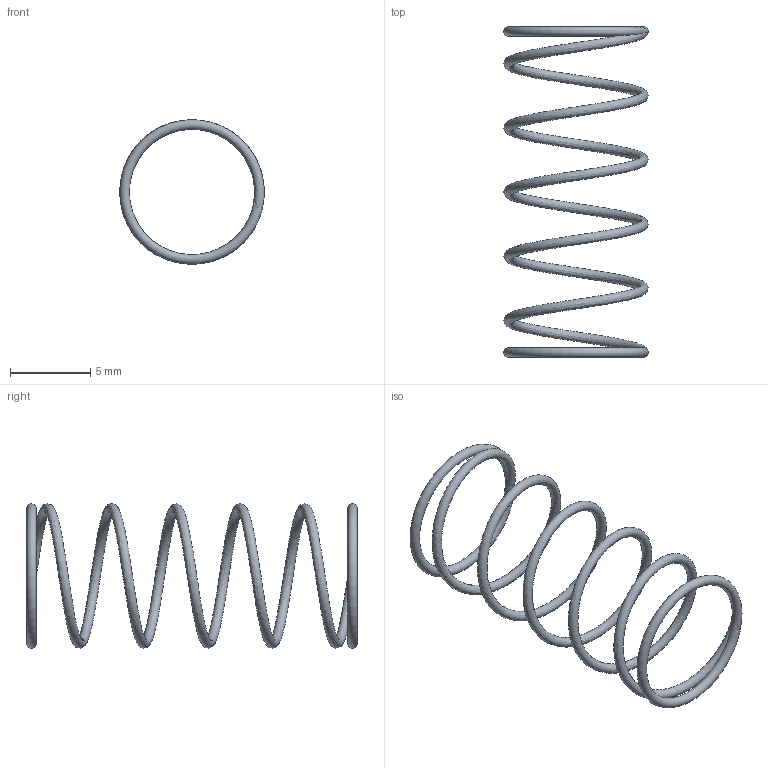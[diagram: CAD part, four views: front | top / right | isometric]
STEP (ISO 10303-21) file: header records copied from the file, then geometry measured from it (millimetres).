
FILE_DESCRIPTION(/* description */ (''),/* implementation_level */ '2;1');
FILE_NAME(/* name */ 'Battery Spring_ipt_a39a9f1a.STEP',/* time_stamp */ '2024-05-28T16:08:05+01:00',/* author */ ('rlndo'),/* organization */ (''),/* preprocessor_version */ 'ST-DEVELOPER v16.13',/* originating_system */ 'Autodesk Inventor 2018',/* authorisation */ '');
FILE_SCHEMA (('AUTOMOTIVE_DESIGN { 1 0 10303 214 3 1 1 }'));
Length unit declared in the file: millimetre
Products named in the file (1): Battery Spring
Bounding box: 9 x 20.6 x 9 mm (x, y, z)
Volume: 51.5 mm3; surface area: 340 mm2
Topology: 1 solids, 1 shells, 3 faces, 9 edges, 6 vertices
Faces by surface type: torus 2, bspline 1
Entity records: 1207 total; most frequent: CARTESIAN_POINT 1106, ORIENTED_EDGE 10, DIRECTION 10, EDGE_CURVE 5, AXIS2_PLACEMENT_3D 5, VERTEX_POINT 4, EDGE_LOOP 3, B_SPLINE_CURVE_WITH_KNOTS 3
